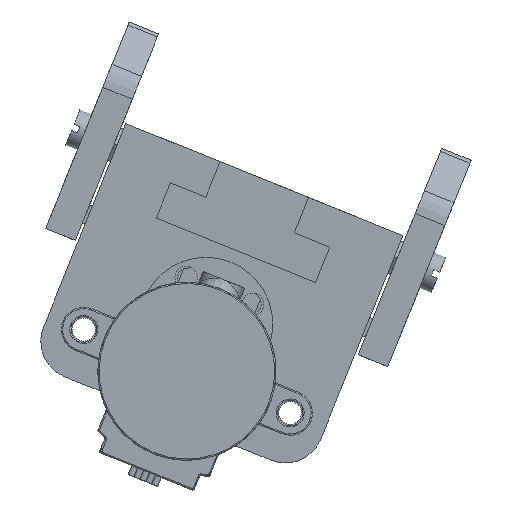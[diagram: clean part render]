
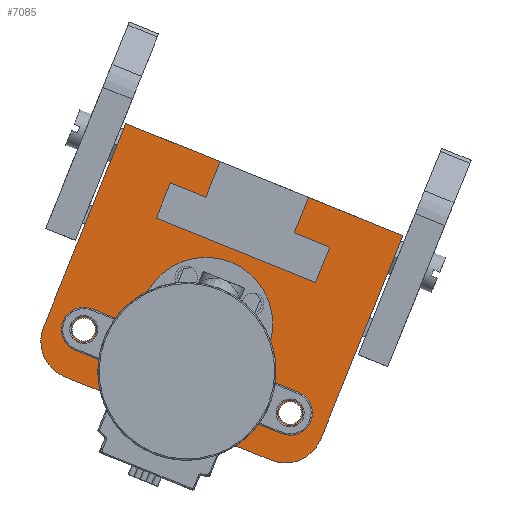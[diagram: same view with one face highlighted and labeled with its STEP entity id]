
A CAD part, front view. The second image highlights one B-rep face of the part: STEP entity #7085.
In plain terms, the highlighted planar face has unit normal (0, -1, 0).
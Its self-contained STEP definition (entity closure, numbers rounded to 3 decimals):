
#163=FACE_BOUND('',#2572,.T.);
#164=FACE_BOUND('',#2573,.T.);
#165=FACE_BOUND('',#2574,.T.);
#330=PLANE('',#7718);
#866=LINE('',#14622,#1423);
#869=LINE('',#14628,#1426);
#872=LINE('',#14636,#1429);
#875=LINE('',#14642,#1432);
#878=LINE('',#14649,#1435);
#882=LINE('',#14657,#1439);
#885=LINE('',#14663,#1442);
#895=LINE('',#14692,#1452);
#896=LINE('',#14694,#1453);
#897=LINE('',#14697,#1454);
#899=LINE('',#14701,#1456);
#900=LINE('',#14705,#1457);
#901=LINE('',#14707,#1458);
#902=LINE('',#14711,#1459);
#903=LINE('',#14713,#1460);
#1423=VECTOR('',#9186,10.);
#1426=VECTOR('',#9191,10.);
#1429=VECTOR('',#9196,10.);
#1432=VECTOR('',#9201,10.);
#1435=VECTOR('',#9206,10.);
#1439=VECTOR('',#9212,10.);
#1442=VECTOR('',#9217,10.);
#1452=VECTOR('',#9243,10.);
#1453=VECTOR('',#9246,10.);
#1454=VECTOR('',#9249,10.);
#1456=VECTOR('',#9253,10.);
#1457=VECTOR('',#9256,10.);
#1458=VECTOR('',#9257,10.);
#1459=VECTOR('',#9260,10.);
#1460=VECTOR('',#9261,10.);
#2120=FACE_OUTER_BOUND('',#2571,.T.);
#2571=EDGE_LOOP('',(#6118,#6119,#6120,#6121,#6122,#6123,#6124,#6125,#6126,
#6127,#6128,#6129,#6130,#6131,#6132,#6133,#6134,#6135));
#2572=EDGE_LOOP('',(#6136));
#2573=EDGE_LOOP('',(#6137));
#2574=EDGE_LOOP('',(#6138));
#2959=CIRCLE('',#7719,6.);
#2960=CIRCLE('',#7720,14.);
#2961=CIRCLE('',#7721,6.);
#2962=CIRCLE('',#7722,10.5);
#2963=CIRCLE('',#7723,1.8);
#2964=CIRCLE('',#7724,1.8);
#3490=VERTEX_POINT('',#14615);
#3493=VERTEX_POINT('',#14620);
#3494=VERTEX_POINT('',#14624);
#3498=VERTEX_POINT('',#14633);
#3499=VERTEX_POINT('',#14635);
#3501=VERTEX_POINT('',#14641);
#3503=VERTEX_POINT('',#14646);
#3504=VERTEX_POINT('',#14648);
#3507=VERTEX_POINT('',#14655);
#3508=VERTEX_POINT('',#14660);
#3521=VERTEX_POINT('',#14696);
#3522=VERTEX_POINT('',#14700);
#3523=VERTEX_POINT('',#14702);
#3524=VERTEX_POINT('',#14704);
#3525=VERTEX_POINT('',#14706);
#3526=VERTEX_POINT('',#14708);
#3527=VERTEX_POINT('',#14710);
#3528=VERTEX_POINT('',#14712);
#3529=VERTEX_POINT('',#14715);
#3530=VERTEX_POINT('',#14717);
#3531=VERTEX_POINT('',#14719);
#4385=EDGE_CURVE('',#3490,#3493,#866,.T.);
#4388=EDGE_CURVE('',#3494,#3490,#869,.T.);
#4391=EDGE_CURVE('',#3499,#3498,#872,.T.);
#4394=EDGE_CURVE('',#3501,#3494,#875,.T.);
#4397=EDGE_CURVE('',#3504,#3503,#878,.T.);
#4401=EDGE_CURVE('',#3498,#3507,#882,.T.);
#4404=EDGE_CURVE('',#3508,#3507,#885,.T.);
#4420=EDGE_CURVE('',#3508,#3501,#895,.T.);
#4421=EDGE_CURVE('',#3503,#3499,#896,.T.);
#4422=EDGE_CURVE('',#3521,#3504,#897,.T.);
#4424=EDGE_CURVE('',#3493,#3522,#899,.T.);
#4425=EDGE_CURVE('',#3523,#3522,#2959,.T.);
#4426=EDGE_CURVE('',#3523,#3524,#900,.T.);
#4427=EDGE_CURVE('',#3525,#3524,#901,.T.);
#4428=EDGE_CURVE('',#3526,#3525,#2960,.T.);
#4429=EDGE_CURVE('',#3526,#3527,#902,.T.);
#4430=EDGE_CURVE('',#3527,#3528,#903,.T.);
#4431=EDGE_CURVE('',#3521,#3528,#2961,.T.);
#4432=EDGE_CURVE('',#3529,#3529,#2962,.F.);
#4433=EDGE_CURVE('',#3530,#3530,#2963,.F.);
#4434=EDGE_CURVE('',#3531,#3531,#2964,.F.);
#6118=ORIENTED_EDGE('',*,*,#4401,.T.);
#6119=ORIENTED_EDGE('',*,*,#4404,.F.);
#6120=ORIENTED_EDGE('',*,*,#4420,.T.);
#6121=ORIENTED_EDGE('',*,*,#4394,.T.);
#6122=ORIENTED_EDGE('',*,*,#4388,.T.);
#6123=ORIENTED_EDGE('',*,*,#4385,.T.);
#6124=ORIENTED_EDGE('',*,*,#4424,.T.);
#6125=ORIENTED_EDGE('',*,*,#4425,.F.);
#6126=ORIENTED_EDGE('',*,*,#4426,.T.);
#6127=ORIENTED_EDGE('',*,*,#4427,.F.);
#6128=ORIENTED_EDGE('',*,*,#4428,.F.);
#6129=ORIENTED_EDGE('',*,*,#4429,.T.);
#6130=ORIENTED_EDGE('',*,*,#4430,.T.);
#6131=ORIENTED_EDGE('',*,*,#4431,.F.);
#6132=ORIENTED_EDGE('',*,*,#4422,.T.);
#6133=ORIENTED_EDGE('',*,*,#4397,.T.);
#6134=ORIENTED_EDGE('',*,*,#4421,.T.);
#6135=ORIENTED_EDGE('',*,*,#4391,.T.);
#6136=ORIENTED_EDGE('',*,*,#4432,.F.);
#6137=ORIENTED_EDGE('',*,*,#4433,.F.);
#6138=ORIENTED_EDGE('',*,*,#4434,.F.);
#7085=ADVANCED_FACE('',(#2120,#163,#164,#165),#330,.F.);
#7718=AXIS2_PLACEMENT_3D('',#14699,#9251,#9252);
#7719=AXIS2_PLACEMENT_3D('',#14703,#9254,#9255);
#7720=AXIS2_PLACEMENT_3D('',#14709,#9258,#9259);
#7721=AXIS2_PLACEMENT_3D('',#14714,#9262,#9263);
#7722=AXIS2_PLACEMENT_3D('',#14716,#9264,#9265);
#7723=AXIS2_PLACEMENT_3D('',#14718,#9266,#9267);
#7724=AXIS2_PLACEMENT_3D('',#14720,#9268,#9269);
#9186=DIRECTION('',(-0.927,0.,0.375));
#9191=DIRECTION('',(0.375,0.,0.927));
#9196=DIRECTION('',(0.927,0.,-0.375));
#9201=DIRECTION('',(0.927,0.,-0.375));
#9206=DIRECTION('',(-0.927,0.,0.375));
#9212=DIRECTION('',(-0.375,0.,-0.927));
#9217=DIRECTION('',(0.927,0.,-0.375));
#9243=DIRECTION('',(0.375,0.,0.927));
#9246=DIRECTION('',(-0.375,0.,-0.927));
#9249=DIRECTION('',(0.375,0.,0.927));
#9251=DIRECTION('center_axis',(0.,1.,0.));
#9252=DIRECTION('ref_axis',(-1.,0.,0.));
#9253=DIRECTION('',(-0.375,0.,-0.927));
#9254=DIRECTION('center_axis',(0.,1.,0.));
#9255=DIRECTION('ref_axis',(-0.921,0.,-0.391));
#9256=DIRECTION('',(0.927,0.,-0.375));
#9257=DIRECTION('',(-0.375,0.,-0.927));
#9258=DIRECTION('center_axis',(0.,1.,0.));
#9259=DIRECTION('ref_axis',(-1.,0.,0.));
#9260=DIRECTION('',(-0.375,0.,-0.927));
#9261=DIRECTION('',(0.927,0.,-0.375));
#9262=DIRECTION('center_axis',(0.,1.,0.));
#9263=DIRECTION('ref_axis',(0.391,0.,-0.921));
#9264=DIRECTION('center_axis',(0.,1.,0.));
#9265=DIRECTION('ref_axis',(-1.,0.,0.));
#9266=DIRECTION('center_axis',(0.,1.,0.));
#9267=DIRECTION('ref_axis',(-1.,0.,0.));
#9268=DIRECTION('center_axis',(0.,1.,0.));
#9269=DIRECTION('ref_axis',(-1.,0.,0.));
#14615=CARTESIAN_POINT('',(48.296,-12.,25.132));
#14620=CARTESIAN_POINT('',(33.461,-12.,31.126));
#14622=CARTESIAN_POINT('',(77.039,-12.,13.519));
#14624=CARTESIAN_POINT('',(46.048,-12.,19.569));
#14628=CARTESIAN_POINT('',(44.222,-12.,15.048));
#14633=CARTESIAN_POINT('',(65.519,-12.,11.702));
#14635=CARTESIAN_POINT('',(59.956,-12.,13.95));
#14636=CARTESIAN_POINT('',(59.261,-12.,14.231));
#14641=CARTESIAN_POINT('',(40.485,-12.,21.817));
#14642=CARTESIAN_POINT('',(49.525,-12.,18.164));
#14646=CARTESIAN_POINT('',(62.204,-12.,19.513));
#14648=CARTESIAN_POINT('',(77.039,-12.,13.519));
#14649=CARTESIAN_POINT('',(77.039,-12.,13.519));
#14655=CARTESIAN_POINT('',(63.272,-12.,6.139));
#14657=CARTESIAN_POINT('',(62.007,-12.,3.009));
#14660=CARTESIAN_POINT('',(38.238,-12.,16.253));
#14663=CARTESIAN_POINT('',(38.238,-12.,16.253));
#14692=CARTESIAN_POINT('',(37.535,-12.,14.514));
#14694=CARTESIAN_POINT('',(56.444,-12.,5.256));
#14696=CARTESIAN_POINT('',(64.113,-12.,-18.474));
#14697=CARTESIAN_POINT('',(75.166,-12.,8.883));
#14699=CARTESIAN_POINT('Origin',(47.101,-12.,2.154));
#14700=CARTESIAN_POINT('',(20.535,-12.,-0.867));
#14701=CARTESIAN_POINT('',(32.337,-12.,28.344));
#14702=CARTESIAN_POINT('',(23.851,-12.,-8.678));
#14703=CARTESIAN_POINT('Origin',(26.098,-12.,-3.115));
#14704=CARTESIAN_POINT('',(29.414,-12.,-10.926));
#14705=CARTESIAN_POINT('',(18.288,-12.,-6.43));
#14706=CARTESIAN_POINT('',(29.42,-12.,-10.911));
#14707=CARTESIAN_POINT('',(32.411,-12.,-3.508));
#14708=CARTESIAN_POINT('',(50.745,-12.,-19.527));
#14709=CARTESIAN_POINT('Origin',(43.073,-12.,-7.816));
#14710=CARTESIAN_POINT('',(50.739,-12.,-19.542));
#14711=CARTESIAN_POINT('',(53.736,-12.,-12.124));
#14712=CARTESIAN_POINT('',(56.302,-12.,-21.789));
#14713=CARTESIAN_POINT('',(18.288,-12.,-6.43));
#14714=CARTESIAN_POINT('Origin',(58.55,-12.,-16.226));
#14715=CARTESIAN_POINT('',(56.57,-12.,-0.399));
#14716=CARTESIAN_POINT('Origin',(46.07,-12.,-0.399));
#14717=CARTESIAN_POINT('',(61.099,-12.,-14.372));
#14718=CARTESIAN_POINT('Origin',(59.299,-12.,-14.372));
#14719=CARTESIAN_POINT('',(28.647,-12.,-1.261));
#14720=CARTESIAN_POINT('Origin',(26.847,-12.,-1.261));
